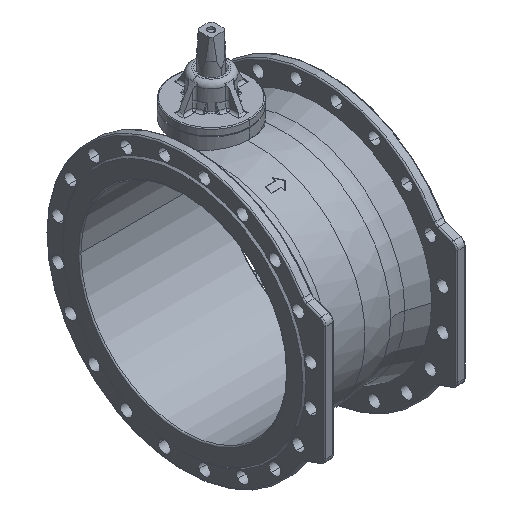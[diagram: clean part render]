
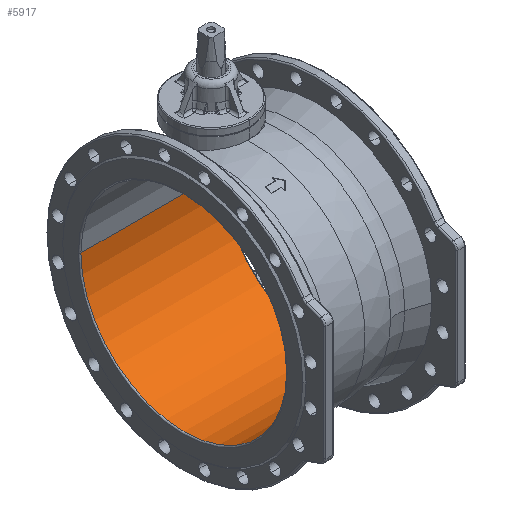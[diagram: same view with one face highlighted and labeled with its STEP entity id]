
A CAD part, isometric view. The second image highlights one B-rep face of the part: STEP entity #5917.
In plain terms, the highlighted cylindrical face has radius 250 mm (diameter 500 mm), a partial arc.
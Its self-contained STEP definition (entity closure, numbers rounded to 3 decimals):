
#1870=CARTESIAN_POINT('',(347.,0.,0.));
#1871=DIRECTION('',(-1.,0.,0.));
#1872=DIRECTION('',(0.,1.,0.));
#1873=AXIS2_PLACEMENT_3D('',#1870,#1871,#1872);
#1878=CARTESIAN_POINT('',(3.,0.,0.));
#1879=DIRECTION('',(1.,0.,0.));
#1880=DIRECTION('',(0.,-1.,0.));
#1881=AXIS2_PLACEMENT_3D('',#1878,#1879,#1880);
#1886=DIRECTION('',(-1.,0.,0.));
#1887=VECTOR('',#1886,344.);
#1888=CARTESIAN_POINT('',(347.,250.,0.));
#1889=LINE('',#1888,#1887);
#1909=DIRECTION('',(-1.,0.,0.));
#1910=VECTOR('',#1909,344.);
#1911=CARTESIAN_POINT('',(347.,-250.,0.));
#1912=LINE('',#1911,#1910);
#5153=CARTESIAN_POINT('',(347.,-250.,0.));
#5154=CARTESIAN_POINT('',(347.,250.,0.));
#5155=VERTEX_POINT('',#5153);
#5156=VERTEX_POINT('',#5154);
#5161=CARTESIAN_POINT('',(3.,250.,0.));
#5162=CARTESIAN_POINT('',(3.,-250.,0.));
#5163=VERTEX_POINT('',#5161);
#5164=VERTEX_POINT('',#5162);
#5903=CARTESIAN_POINT('',(350.,0.,0.));
#5904=DIRECTION('',(-1.,0.,0.));
#5905=DIRECTION('',(0.,-1.,0.));
#5906=AXIS2_PLACEMENT_3D('',#5903,#5904,#5905);
#5907=CYLINDRICAL_SURFACE('',#5906,250.);
#5908=ORIENTED_EDGE('',*,*,#5897,.T.);
#5910=ORIENTED_EDGE('',*,*,#5909,.T.);
#5912=ORIENTED_EDGE('',*,*,#5911,.T.);
#5914=ORIENTED_EDGE('',*,*,#5913,.F.);
#5915=EDGE_LOOP('',(#5908,#5910,#5912,#5914));
#5916=FACE_OUTER_BOUND('',#5915,.F.);
#5917=ADVANCED_FACE('',(#5916),#5907,.F.);
#1874=CIRCLE('',#1873,250.);
#1882=CIRCLE('',#1881,250.);
#5897=EDGE_CURVE('',#5156,#5155,#1874,.T.);
#5909=EDGE_CURVE('',#5155,#5164,#1912,.T.);
#5911=EDGE_CURVE('',#5164,#5163,#1882,.T.);
#5913=EDGE_CURVE('',#5156,#5163,#1889,.T.);
